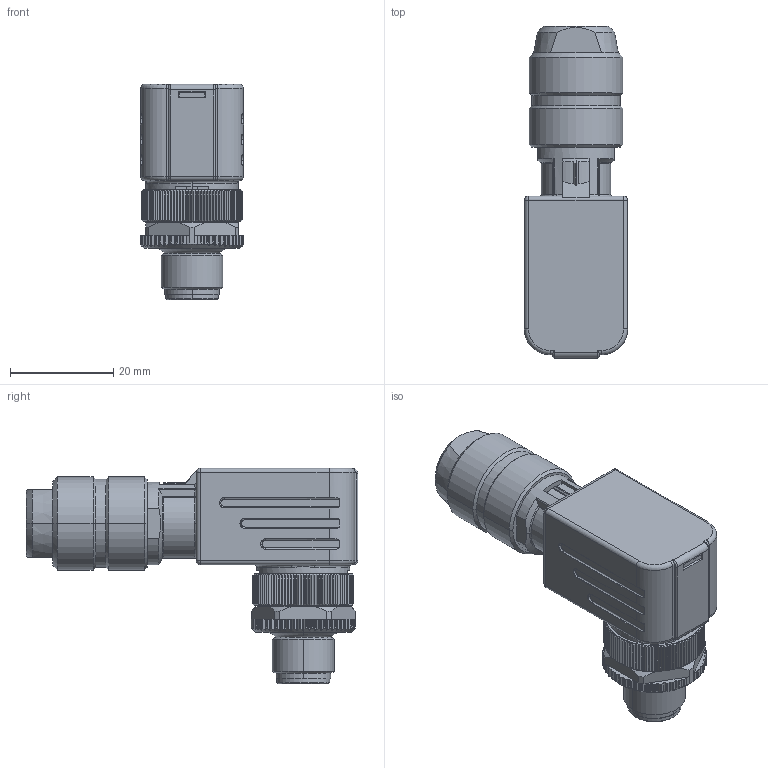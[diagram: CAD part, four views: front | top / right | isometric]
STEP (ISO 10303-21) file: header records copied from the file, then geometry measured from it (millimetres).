
FILE_DESCRIPTION(('CATIA V5 STEP Exchange','CAx-IF Rec.Pracs.--- Model Styling and Organization---1.4--- 2014-01-23'),'2;1');
FILE_NAME ('013903-2_0', '2022-04-20T06:12:21+00:00', ('none'), ('Weidmueller'), 'CATIA Version 5-6 Release 2016 SP3 HF44', 'CATIA V5 STEP AP214', 'none');
FILE_SCHEMA(('AUTOMOTIVE_DESIGN { 1 0 10303 214 1 1 1 1 }'));
Length unit declared in the file: millimetre
Products named in the file (1): 1467850000
Bounding box: 20.16 x 64.4 x 41.8 mm (x, y, z)
Volume: 22210.4 mm3; surface area: 9021.9 mm2
Topology: 2 solids, 3 shells, 1163 faces, 2911 edges, 1770 vertices
Faces by surface type: plane 451, cylinder 426, cone 240, torus 38, sphere 6, bspline 2
Entity records: 35508 total; most frequent: CARTESIAN_POINT 9804, ORIENTED_EDGE 5814, DIRECTION 4363, EDGE_CURVE 2907, AXIS2_PLACEMENT_3D 2087, VERTEX_POINT 1770, EDGE_LOOP 1191, ADVANCED_FACE 1163
